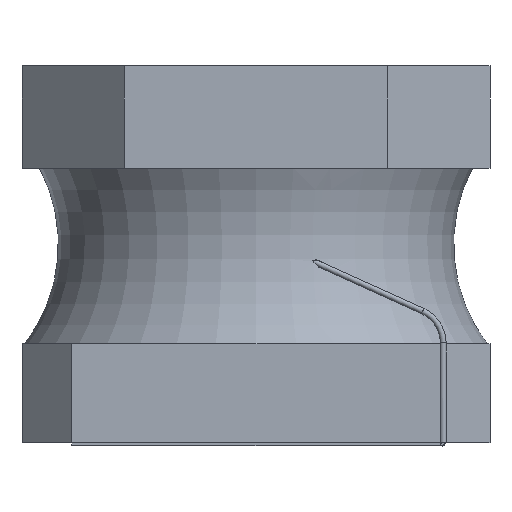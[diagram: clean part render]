
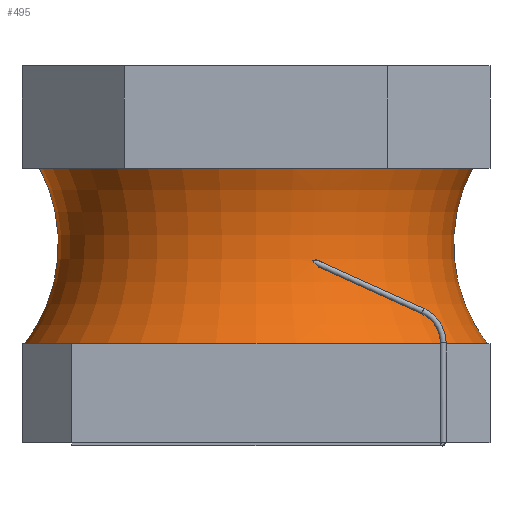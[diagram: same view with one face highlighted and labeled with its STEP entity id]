
A CAD part, left-side view. The second image highlights one B-rep face of the part: STEP entity #495.
In plain terms, the highlighted toroidal (fillet/blend) face has major radius 6.178 mm and minor radius 2.8 mm.
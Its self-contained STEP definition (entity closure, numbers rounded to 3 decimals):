
#495 = ADVANCED_FACE( '', ( #954, #955, #956, #957 ), #958, .F. );
#954 = FACE_BOUND( '', #1510, .T. );
#955 = FACE_OUTER_BOUND( '', #1511, .T. );
#956 = FACE_OUTER_BOUND( '', #1512, .T. );
#957 = FACE_BOUND( '', #1513, .T. );
#958 = TOROIDAL_SURFACE( '', #1514, 6.178, 2.8 );
#1510 = EDGE_LOOP( '', ( #2692 ) );
#1511 = EDGE_LOOP( '', ( #2693 ) );
#1512 = EDGE_LOOP( '', ( #2694 ) );
#1513 = EDGE_LOOP( '', ( #2695 ) );
#1514 = AXIS2_PLACEMENT_3D( '', #2696, #2697, #2698 );
#2692 = ORIENTED_EDGE( '', *, *, #3157, .T. );
#2693 = ORIENTED_EDGE( '', *, *, #3134, .T. );
#2694 = ORIENTED_EDGE( '', *, *, #3216, .F. );
#2695 = ORIENTED_EDGE( '', *, *, #3159, .T. );
#2696 = CARTESIAN_POINT( '', ( 0., 0., 1.696 ) );
#2697 = DIRECTION( '', ( 0., 0., 1. ) );
#2698 = DIRECTION( '', ( 1., 0., 0. ) );
#3134 = EDGE_CURVE( '', #3676, #3676, #3677, .T. );
#3157 = EDGE_CURVE( '', #3712, #3712, #3713, .T. );
#3159 = EDGE_CURVE( '', #3715, #3715, #3716, .T. );
#3216 = EDGE_CURVE( '', #3806, #3806, #3807, .T. );
#3676 = VERTEX_POINT( '', #4495 );
#3677 = CIRCLE( '', #4496, 3.95 );
#3712 = VERTEX_POINT( '', #4601 );
#3713 = B_SPLINE_CURVE_WITH_KNOTS( '', 3, ( #4602, #4603, #4604, #4605, #4606, #4607, #4608, #4609, #4610, #4611, #4612, #4613, #4614, #4615, #4616, #4617, #4618, #4619, #4620, #4621, #4622, #4623, #4624, #4625, #4626, #4627 ), .UNSPECIFIED., .T., .F., ( 2, 2, 2, 2, 2, 2, 2, 2, 2, 2, 2, 2, 2, 2, 2 ), ( 0., 0., 0., 0., 0., 0., 0., 0., 0., 0., 0.001, 0.001, 0.001, 0.001, 0.001 ), .UNSPECIFIED. );
#3715 = VERTEX_POINT( '', #4629 );
#3716 = B_SPLINE_CURVE_WITH_KNOTS( '', 3, ( #4630, #4631, #4632, #4633, #4634, #4635, #4636, #4637, #4638, #4639, #4640, #4641, #4642, #4643, #4644, #4645, #4646, #4647, #4648, #4649, #4650, #4651, #4652, #4653, #4654, #4655 ), .UNSPECIFIED., .T., .F., ( 2, 2, 2, 2, 2, 2, 2, 2, 2, 2, 2, 2, 2, 2, 2 ), ( 0., 0., 0., 0., 0., 0., 0., 0., 0.001, 0.001, 0.001, 0.001, 0.001, 0.001, 0.001 ), .UNSPECIFIED. );
#3806 = VERTEX_POINT( '', #4860 );
#3807 = CIRCLE( '', #4861, 3.7 );
#4495 = CARTESIAN_POINT( '', ( 3.95, 0., 0. ) );
#4496 = AXIS2_PLACEMENT_3D( '', #5784, #5785, #5786 );
#4601 = CARTESIAN_POINT( '', ( 3.236, -1.014, 1.426 ) );
#4602 = CARTESIAN_POINT( '', ( 3.225, -1.048, 1.422 ) );
#4603 = CARTESIAN_POINT( '', ( 3.238, -1.006, 1.427 ) );
#4604 = CARTESIAN_POINT( '', ( 3.241, -0.997, 1.428 ) );
#4605 = CARTESIAN_POINT( '', ( 3.246, -0.98, 1.425 ) );
#4606 = CARTESIAN_POINT( '', ( 3.25, -0.971, 1.418 ) );
#4607 = CARTESIAN_POINT( '', ( 3.251, -0.977, 1.392 ) );
#4608 = CARTESIAN_POINT( '', ( 3.247, -0.993, 1.379 ) );
#4609 = CARTESIAN_POINT( '', ( 3.24, -1.032, 1.344 ) );
#4610 = CARTESIAN_POINT( '', ( 3.233, -1.061, 1.324 ) );
#4611 = CARTESIAN_POINT( '', ( 3.218, -1.12, 1.288 ) );
#4612 = CARTESIAN_POINT( '', ( 3.21, -1.15, 1.272 ) );
#4613 = CARTESIAN_POINT( '', ( 3.192, -1.212, 1.243 ) );
#4614 = CARTESIAN_POINT( '', ( 3.182, -1.245, 1.229 ) );
#4615 = CARTESIAN_POINT( '', ( 3.167, -1.286, 1.223 ) );
#4616 = CARTESIAN_POINT( '', ( 3.164, -1.294, 1.223 ) );
#4617 = CARTESIAN_POINT( '', ( 3.156, -1.311, 1.226 ) );
#4618 = CARTESIAN_POINT( '', ( 3.152, -1.318, 1.233 ) );
#4619 = CARTESIAN_POINT( '', ( 3.148, -1.316, 1.26 ) );
#4620 = CARTESIAN_POINT( '', ( 3.152, -1.301, 1.274 ) );
#4621 = CARTESIAN_POINT( '', ( 3.161, -1.264, 1.312 ) );
#4622 = CARTESIAN_POINT( '', ( 3.169, -1.236, 1.332 ) );
#4623 = CARTESIAN_POINT( '', ( 3.187, -1.176, 1.369 ) );
#4624 = CARTESIAN_POINT( '', ( 3.196, -1.145, 1.384 ) );
#4625 = CARTESIAN_POINT( '', ( 3.216, -1.082, 1.411 ) );
#4626 = CARTESIAN_POINT( '', ( 3.225, -1.048, 1.422 ) );
#4627 = CARTESIAN_POINT( '', ( 3.238, -1.006, 1.427 ) );
#4629 = CARTESIAN_POINT( '', ( -3.236, -1.014, 1.426 ) );
#4630 = CARTESIAN_POINT( '', ( -3.238, -1.006, 1.427 ) );
#4631 = CARTESIAN_POINT( '', ( -3.225, -1.049, 1.422 ) );
#4632 = CARTESIAN_POINT( '', ( -3.216, -1.081, 1.411 ) );
#4633 = CARTESIAN_POINT( '', ( -3.197, -1.145, 1.384 ) );
#4634 = CARTESIAN_POINT( '', ( -3.187, -1.175, 1.369 ) );
#4635 = CARTESIAN_POINT( '', ( -3.17, -1.234, 1.333 ) );
#4636 = CARTESIAN_POINT( '', ( -3.161, -1.263, 1.313 ) );
#4637 = CARTESIAN_POINT( '', ( -3.152, -1.3, 1.275 ) );
#4638 = CARTESIAN_POINT( '', ( -3.148, -1.314, 1.262 ) );
#4639 = CARTESIAN_POINT( '', ( -3.151, -1.319, 1.235 ) );
#4640 = CARTESIAN_POINT( '', ( -3.155, -1.312, 1.227 ) );
#4641 = CARTESIAN_POINT( '', ( -3.163, -1.296, 1.223 ) );
#4642 = CARTESIAN_POINT( '', ( -3.166, -1.288, 1.223 ) );
#4643 = CARTESIAN_POINT( '', ( -3.182, -1.246, 1.229 ) );
#4644 = CARTESIAN_POINT( '', ( -3.192, -1.214, 1.242 ) );
#4645 = CARTESIAN_POINT( '', ( -3.21, -1.152, 1.271 ) );
#4646 = CARTESIAN_POINT( '', ( -3.218, -1.121, 1.288 ) );
#4647 = CARTESIAN_POINT( '', ( -3.233, -1.062, 1.324 ) );
#4648 = CARTESIAN_POINT( '', ( -3.24, -1.033, 1.344 ) );
#4649 = CARTESIAN_POINT( '', ( -3.247, -0.993, 1.379 ) );
#4650 = CARTESIAN_POINT( '', ( -3.251, -0.978, 1.391 ) );
#4651 = CARTESIAN_POINT( '', ( -3.25, -0.971, 1.418 ) );
#4652 = CARTESIAN_POINT( '', ( -3.246, -0.98, 1.425 ) );
#4653 = CARTESIAN_POINT( '', ( -3.241, -0.997, 1.428 ) );
#4654 = CARTESIAN_POINT( '', ( -3.238, -1.006, 1.427 ) );
#4655 = CARTESIAN_POINT( '', ( -3.225, -1.049, 1.422 ) );
#4860 = CARTESIAN_POINT( '', ( 3.7, 0., 3. ) );
#4861 = AXIS2_PLACEMENT_3D( '', #5822, #5823, #5824 );
#5784 = CARTESIAN_POINT( '', ( 0., 0., 0. ) );
#5785 = DIRECTION( '', ( 0., 0., 1. ) );
#5786 = DIRECTION( '', ( 1., 0., 0. ) );
#5822 = CARTESIAN_POINT( '', ( 0., 0., 3. ) );
#5823 = DIRECTION( '', ( 0., 0., 1. ) );
#5824 = DIRECTION( '', ( 1., 0., 0. ) );
